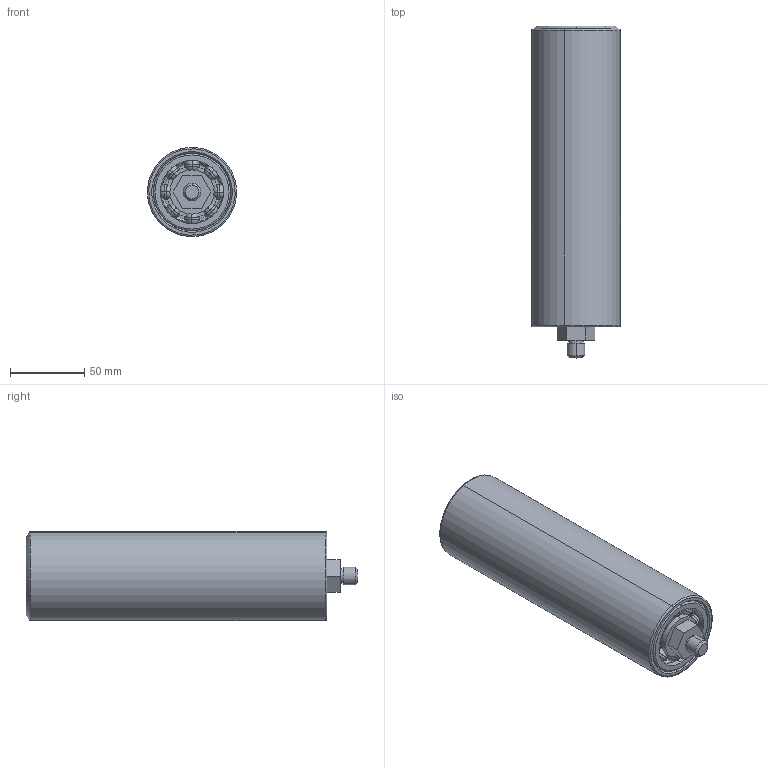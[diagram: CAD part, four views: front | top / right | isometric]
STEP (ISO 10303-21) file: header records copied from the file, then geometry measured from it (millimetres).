
FILE_DESCRIPTION (( 'STEP AP203' ), '1' );
FILE_NAME ('210428 STEP 1-400070-00_4685.STEP', '2021-04-28T10:16:22', ( '' ), ( '' ), 'SwSTEP 2.0', 'SolidWorks 2020', '' );
FILE_SCHEMA (( 'CONFIG_CONTROL_DESIGN' ));
Length unit declared in the file: inch
Products named in the file (1): 210428 STEP 1-400070-00_4685
Bounding box: 59.79 x 223 x 59.79 mm (x, y, z)
Volume: 412015.8 mm3; surface area: 112097.5 mm2
Topology: 6 solids, 6 shells, 356 faces, 1056 edges, 688 vertices
Faces by surface type: sphere 128, cylinder 76, plane 70, torus 68, cone 14
Entity records: 17621 total; most frequent: CARTESIAN_POINT 8229, ORIENTED_EDGE 2112, DIRECTION 1866, EDGE_CURVE 1056, AXIS2_PLACEMENT_3D 869, VERTEX_POINT 688, CIRCLE 512, B_SPLINE_CURVE_WITH_KNOTS 416
